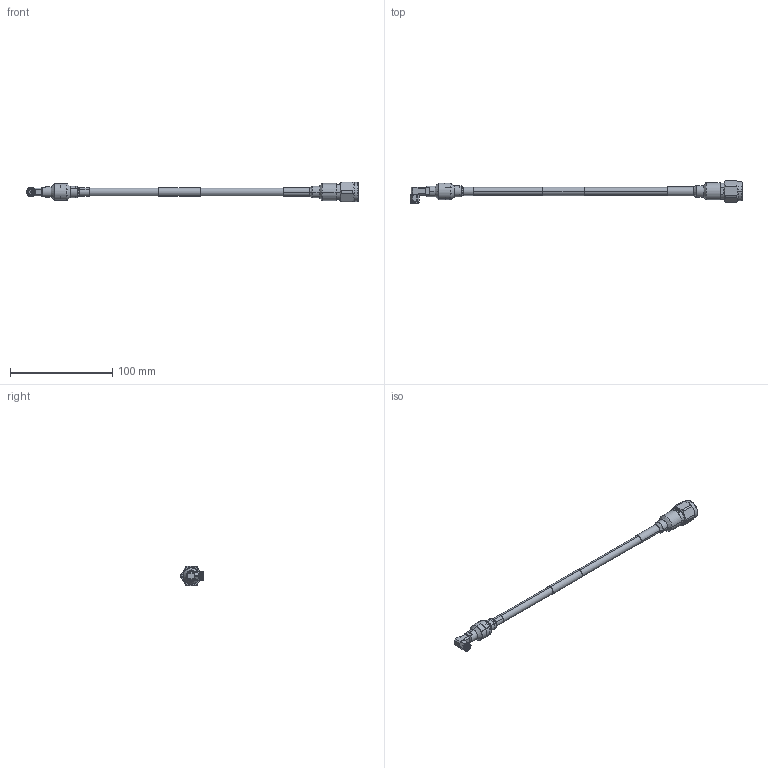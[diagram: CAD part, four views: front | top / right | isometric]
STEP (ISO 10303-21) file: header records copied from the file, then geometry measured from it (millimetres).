
FILE_DESCRIPTION (( 'STEP AP214' ), '1' );
FILE_NAME ('FMCA1287-0001_3D.step', '2023-03-06T20:10:21', ( '' ), ( '' ), 'SwSTEP 2.0', 'SolidWorks 2022', '' );
FILE_SCHEMA (( 'AUTOMOTIVE_DESIGN' ));
Length unit declared in the file: inch
Products named in the file (5): LL335i^FMCA1287-0001; FMCA1287-0001_3D; PE45041-4MJR5 ¦ FMCN1184-4MJR5; Copy of heat shrink 230303^FMCA1287-0001; FMCN1182^FMCA1287-0001_Heat Shrink
Assembly tree (4 placements, depth 2):
  FMCA1287-0001_3D
    LL335i^FMCA1287-0001
    FMCN1182^FMCA1287-0001_Heat Shrink
    Copy of heat shrink 230303^FMCA1287-0001
    PE45041-4MJR5 ¦ FMCN1184-4MJR5
Bounding box: 324.33 x 22.12 x 19.05 mm (x, y, z)
Volume: 25205.4 mm3; surface area: 17376.7 mm2
Topology: 6 solids, 6 shells, 245 faces, 570 edges, 356 vertices
Faces by surface type: cylinder 101, plane 74, cone 44, bspline 14, torus 12
Entity records: 10791 total; most frequent: CARTESIAN_POINT 4715, DIRECTION 1150, ORIENTED_EDGE 1140, EDGE_CURVE 570, AXIS2_PLACEMENT_3D 463, VERTEX_POINT 356, EDGE_LOOP 268, FACE_OUTER_BOUND 245
